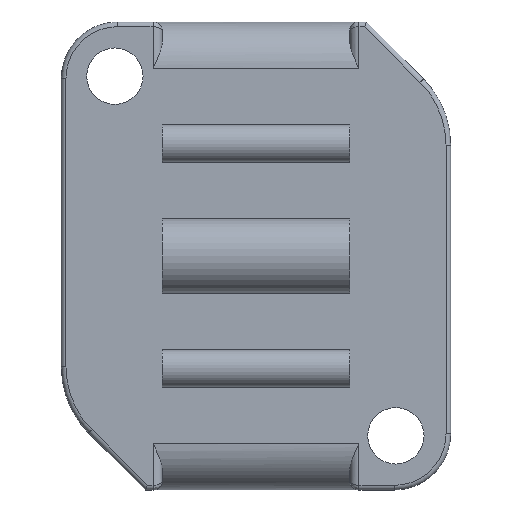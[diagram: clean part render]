
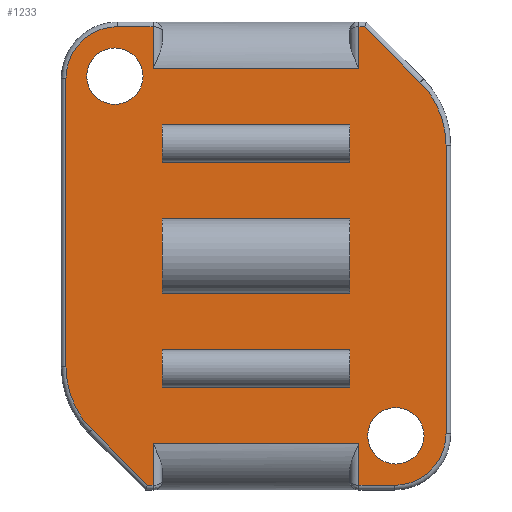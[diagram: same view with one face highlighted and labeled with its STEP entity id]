
A CAD part, front view. The second image highlights one B-rep face of the part: STEP entity #1233.
In plain terms, the highlighted planar face has unit normal (0, -1, 0).
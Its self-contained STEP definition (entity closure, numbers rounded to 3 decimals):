
#2=CARTESIAN_POINT('',(14.942,0.,-19.215));
#3=DIRECTION('',(0.,1.,0.));
#4=DIRECTION('',(0.,0.,1.));
#5=AXIS2_PLACEMENT_3D('',#2,#3,#4);
#7=CARTESIAN_POINT('',(14.942,0.,-19.215));
#8=DIRECTION('',(0.,1.,0.));
#9=DIRECTION('',(0.,0.,-1.));
#10=AXIS2_PLACEMENT_3D('',#7,#8,#9);
#12=CARTESIAN_POINT('',(-15.078,0.,19.215));
#13=DIRECTION('',(0.,1.,0.));
#14=DIRECTION('',(0.,0.,1.));
#15=AXIS2_PLACEMENT_3D('',#12,#13,#14);
#17=CARTESIAN_POINT('',(-15.078,0.,19.215));
#18=DIRECTION('',(0.,1.,0.));
#19=DIRECTION('',(0.,0.,-1.));
#20=AXIS2_PLACEMENT_3D('',#17,#18,#19);
#22=DIRECTION('',(0.,0.,-1.));
#23=VECTOR('',#22,4.);
#24=CARTESIAN_POINT('',(-10.,0.,14.));
#25=LINE('',#24,#23);
#26=DIRECTION('',(1.,0.,0.));
#27=VECTOR('',#26,20.);
#28=CARTESIAN_POINT('',(-10.,0.,10.));
#29=LINE('',#28,#27);
#30=DIRECTION('',(0.,0.,-1.));
#31=VECTOR('',#30,4.);
#32=CARTESIAN_POINT('',(10.,0.,14.));
#33=LINE('',#32,#31);
#34=DIRECTION('',(1.,0.,0.));
#35=VECTOR('',#34,20.);
#36=CARTESIAN_POINT('',(-10.,0.,14.));
#37=LINE('',#36,#35);
#38=DIRECTION('',(0.,0.,-1.));
#39=VECTOR('',#38,8.);
#40=CARTESIAN_POINT('',(-10.,0.,4.));
#41=LINE('',#40,#39);
#42=DIRECTION('',(1.,0.,0.));
#43=VECTOR('',#42,20.);
#44=CARTESIAN_POINT('',(-10.,0.,-4.));
#45=LINE('',#44,#43);
#46=DIRECTION('',(0.,0.,-1.));
#47=VECTOR('',#46,8.);
#48=CARTESIAN_POINT('',(10.,0.,4.));
#49=LINE('',#48,#47);
#50=DIRECTION('',(1.,0.,0.));
#51=VECTOR('',#50,20.);
#52=CARTESIAN_POINT('',(-10.,0.,4.));
#53=LINE('',#52,#51);
#54=DIRECTION('',(0.,0.,-1.));
#55=VECTOR('',#54,4.);
#56=CARTESIAN_POINT('',(-10.,0.,-10.));
#57=LINE('',#56,#55);
#58=DIRECTION('',(1.,0.,0.));
#59=VECTOR('',#58,20.);
#60=CARTESIAN_POINT('',(-10.,0.,-14.));
#61=LINE('',#60,#59);
#62=DIRECTION('',(0.,0.,-1.));
#63=VECTOR('',#62,4.);
#64=CARTESIAN_POINT('',(10.,0.,-10.));
#65=LINE('',#64,#63);
#66=DIRECTION('',(1.,0.,0.));
#67=VECTOR('',#66,20.);
#68=CARTESIAN_POINT('',(-10.,0.,-10.));
#69=LINE('',#68,#67);
#70=DIRECTION('',(-1.,0.,0.));
#71=VECTOR('',#70,3.8);
#72=CARTESIAN_POINT('',(-11.,0.,24.5));
#73=LINE('',#72,#71);
#74=DIRECTION('',(0.,0.,1.));
#75=VECTOR('',#74,4.5);
#76=CARTESIAN_POINT('',(-11.,0.,20.));
#77=LINE('',#76,#75);
#78=DIRECTION('',(0.,0.,-1.));
#79=VECTOR('',#78,4.5);
#80=CARTESIAN_POINT('',(11.,0.,24.5));
#81=LINE('',#80,#79);
#82=DIRECTION('',(-1.,0.,0.));
#83=VECTOR('',#82,0.593);
#84=CARTESIAN_POINT('',(11.593,0.,24.5));
#85=LINE('',#84,#83);
#86=DIRECTION('',(-0.707,0.,0.707));
#87=VECTOR('',#86,8.379);
#88=CARTESIAN_POINT('',(17.518,0.,18.575));
#89=LINE('',#88,#87);
#90=CARTESIAN_POINT('',(10.8,0.,11.858));
#91=DIRECTION('',(0.,-1.,0.));
#92=DIRECTION('',(1.,0.,0.));
#93=AXIS2_PLACEMENT_3D('',#90,#91,#92);
#95=DIRECTION('',(0.,0.,1.));
#96=VECTOR('',#95,30.858);
#97=CARTESIAN_POINT('',(20.3,0.,-19.));
#98=LINE('',#97,#96);
#99=CARTESIAN_POINT('',(14.8,0.,-19.));
#100=DIRECTION('',(0.,-1.,0.));
#101=DIRECTION('',(0.,0.,-1.));
#102=AXIS2_PLACEMENT_3D('',#99,#100,#101);
#104=DIRECTION('',(1.,0.,0.));
#105=VECTOR('',#104,3.8);
#106=CARTESIAN_POINT('',(11.,0.,-24.5));
#107=LINE('',#106,#105);
#108=DIRECTION('',(0.,0.,-1.));
#109=VECTOR('',#108,4.5);
#110=CARTESIAN_POINT('',(11.,0.,-20.));
#111=LINE('',#110,#109);
#112=DIRECTION('',(0.,0.,1.));
#113=VECTOR('',#112,4.5);
#114=CARTESIAN_POINT('',(-11.,0.,-24.5));
#115=LINE('',#114,#113);
#116=DIRECTION('',(1.,0.,0.));
#117=VECTOR('',#116,0.593);
#118=CARTESIAN_POINT('',(-11.593,0.,-24.5));
#119=LINE('',#118,#117);
#120=DIRECTION('',(0.707,0.,-0.707));
#121=VECTOR('',#120,8.379);
#122=CARTESIAN_POINT('',(-17.518,0.,-18.575));
#123=LINE('',#122,#121);
#124=CARTESIAN_POINT('',(-10.8,0.,-11.858));
#125=DIRECTION('',(0.,-1.,0.));
#126=DIRECTION('',(-1.,0.,0.));
#127=AXIS2_PLACEMENT_3D('',#124,#125,#126);
#129=DIRECTION('',(0.,0.,-1.));
#130=VECTOR('',#129,30.858);
#131=CARTESIAN_POINT('',(-20.3,0.,19.));
#132=LINE('',#131,#130);
#133=CARTESIAN_POINT('',(-14.8,0.,19.));
#134=DIRECTION('',(0.,-1.,0.));
#135=DIRECTION('',(0.,0.,1.));
#136=AXIS2_PLACEMENT_3D('',#133,#134,#135);
#306=CARTESIAN_POINT('',(11.,0.,-24.5));
#317=CARTESIAN_POINT('',(11.,0.,-20.));
#345=CARTESIAN_POINT('',(11.,0.,24.5));
#360=CARTESIAN_POINT('',(11.,0.,20.));
#411=DIRECTION('',(-1.,0.,0.));
#412=VECTOR('',#411,22.);
#413=CARTESIAN_POINT('',(11.,0.,20.));
#414=LINE('',#413,#412);
#477=CARTESIAN_POINT('',(-11.,0.,24.5));
#488=CARTESIAN_POINT('',(-11.,0.,20.));
#625=DIRECTION('',(1.,0.,0.));
#626=VECTOR('',#625,22.);
#627=CARTESIAN_POINT('',(-11.,0.,-20.));
#628=LINE('',#627,#626);
#629=CARTESIAN_POINT('',(-11.,0.,-24.5));
#644=CARTESIAN_POINT('',(-11.,0.,-20.));
#972=VERTEX_POINT('',#488);
#973=VERTEX_POINT('',#360);
#974=VERTEX_POINT('',#317);
#975=VERTEX_POINT('',#644);
#984=CARTESIAN_POINT('',(14.942,0.,-16.205));
#985=CARTESIAN_POINT('',(14.942,0.,-22.225));
#986=VERTEX_POINT('',#984);
#987=VERTEX_POINT('',#985);
#988=CARTESIAN_POINT('',(-15.078,0.,22.225));
#989=CARTESIAN_POINT('',(-15.078,0.,16.205));
#990=VERTEX_POINT('',#988);
#991=VERTEX_POINT('',#989);
#1000=CARTESIAN_POINT('',(-10.,0.,14.));
#1001=CARTESIAN_POINT('',(-10.,0.,10.));
#1002=VERTEX_POINT('',#1000);
#1003=VERTEX_POINT('',#1001);
#1004=CARTESIAN_POINT('',(-10.,0.,4.));
#1005=CARTESIAN_POINT('',(-10.,0.,-4.));
#1006=VERTEX_POINT('',#1004);
#1007=VERTEX_POINT('',#1005);
#1008=CARTESIAN_POINT('',(-10.,0.,-10.));
#1009=CARTESIAN_POINT('',(-10.,0.,-14.));
#1010=VERTEX_POINT('',#1008);
#1011=VERTEX_POINT('',#1009);
#1012=CARTESIAN_POINT('',(10.,0.,14.));
#1013=CARTESIAN_POINT('',(10.,0.,10.));
#1014=VERTEX_POINT('',#1012);
#1015=VERTEX_POINT('',#1013);
#1016=CARTESIAN_POINT('',(10.,0.,4.));
#1017=CARTESIAN_POINT('',(10.,0.,-4.));
#1018=VERTEX_POINT('',#1016);
#1019=VERTEX_POINT('',#1017);
#1020=CARTESIAN_POINT('',(10.,0.,-10.));
#1021=CARTESIAN_POINT('',(10.,0.,-14.));
#1022=VERTEX_POINT('',#1020);
#1023=VERTEX_POINT('',#1021);
#1025=VERTEX_POINT('',#477);
#1027=CARTESIAN_POINT('',(-14.8,0.,24.5));
#1028=VERTEX_POINT('',#1027);
#1031=CARTESIAN_POINT('',(-20.3,0.,19.));
#1032=VERTEX_POINT('',#1031);
#1035=CARTESIAN_POINT('',(-20.3,0.,-11.858));
#1036=VERTEX_POINT('',#1035);
#1039=CARTESIAN_POINT('',(-17.518,0.,-18.575));
#1040=VERTEX_POINT('',#1039);
#1045=CARTESIAN_POINT('',(-11.593,0.,-24.5));
#1046=VERTEX_POINT('',#1045);
#1049=VERTEX_POINT('',#629);
#1052=VERTEX_POINT('',#345);
#1053=CARTESIAN_POINT('',(11.593,0.,24.5));
#1054=VERTEX_POINT('',#1053);
#1058=VERTEX_POINT('',#306);
#1060=CARTESIAN_POINT('',(14.8,0.,-24.5));
#1061=VERTEX_POINT('',#1060);
#1064=CARTESIAN_POINT('',(20.3,0.,-19.));
#1065=VERTEX_POINT('',#1064);
#1068=CARTESIAN_POINT('',(20.3,0.,11.858));
#1069=VERTEX_POINT('',#1068);
#1072=CARTESIAN_POINT('',(17.518,0.,18.575));
#1073=VERTEX_POINT('',#1072);
#1148=CARTESIAN_POINT('',(0.,0.,0.));
#1149=DIRECTION('',(0.,1.,0.));
#1150=DIRECTION('',(1.,0.,0.));
#1151=AXIS2_PLACEMENT_3D('',#1148,#1149,#1150);
#1152=PLANE('',#1151);
#1154=ORIENTED_EDGE('',*,*,#1153,.F.);
#1156=ORIENTED_EDGE('',*,*,#1155,.F.);
#1158=ORIENTED_EDGE('',*,*,#1157,.F.);
#1160=ORIENTED_EDGE('',*,*,#1159,.F.);
#1162=ORIENTED_EDGE('',*,*,#1161,.F.);
#1164=ORIENTED_EDGE('',*,*,#1163,.F.);
#1166=ORIENTED_EDGE('',*,*,#1165,.F.);
#1168=ORIENTED_EDGE('',*,*,#1167,.F.);
#1170=ORIENTED_EDGE('',*,*,#1169,.F.);
#1172=ORIENTED_EDGE('',*,*,#1171,.F.);
#1174=ORIENTED_EDGE('',*,*,#1173,.F.);
#1176=ORIENTED_EDGE('',*,*,#1175,.F.);
#1178=ORIENTED_EDGE('',*,*,#1177,.F.);
#1180=ORIENTED_EDGE('',*,*,#1179,.F.);
#1182=ORIENTED_EDGE('',*,*,#1181,.F.);
#1184=ORIENTED_EDGE('',*,*,#1183,.F.);
#1186=ORIENTED_EDGE('',*,*,#1185,.F.);
#1188=ORIENTED_EDGE('',*,*,#1187,.F.);
#1189=EDGE_LOOP('',(#1154,#1156,#1158,#1160,#1162,#1164,#1166,#1168,#1170,#1172,
#1174,#1176,#1178,#1180,#1182,#1184,#1186,#1188));
#1190=FACE_OUTER_BOUND('',#1189,.F.);
#1192=ORIENTED_EDGE('',*,*,#1191,.F.);
#1194=ORIENTED_EDGE('',*,*,#1193,.F.);
#1195=EDGE_LOOP('',(#1192,#1194));
#1196=FACE_BOUND('',#1195,.F.);
#1198=ORIENTED_EDGE('',*,*,#1197,.T.);
#1200=ORIENTED_EDGE('',*,*,#1199,.T.);
#1202=ORIENTED_EDGE('',*,*,#1201,.F.);
#1204=ORIENTED_EDGE('',*,*,#1203,.F.);
#1205=EDGE_LOOP('',(#1198,#1200,#1202,#1204));
#1206=FACE_BOUND('',#1205,.F.);
#1208=ORIENTED_EDGE('',*,*,#1207,.T.);
#1210=ORIENTED_EDGE('',*,*,#1209,.T.);
#1212=ORIENTED_EDGE('',*,*,#1211,.F.);
#1214=ORIENTED_EDGE('',*,*,#1213,.F.);
#1215=EDGE_LOOP('',(#1208,#1210,#1212,#1214));
#1216=FACE_BOUND('',#1215,.F.);
#1218=ORIENTED_EDGE('',*,*,#1217,.T.);
#1220=ORIENTED_EDGE('',*,*,#1219,.T.);
#1222=ORIENTED_EDGE('',*,*,#1221,.F.);
#1224=ORIENTED_EDGE('',*,*,#1223,.F.);
#1225=EDGE_LOOP('',(#1218,#1220,#1222,#1224));
#1226=FACE_BOUND('',#1225,.F.);
#1228=ORIENTED_EDGE('',*,*,#1227,.F.);
#1230=ORIENTED_EDGE('',*,*,#1229,.F.);
#1231=EDGE_LOOP('',(#1228,#1230));
#1232=FACE_BOUND('',#1231,.F.);
#1233=ADVANCED_FACE('',(#1190,#1196,#1206,#1216,#1226,#1232),#1152,.F.);
#6=CIRCLE('',#5,3.01);
#11=CIRCLE('',#10,3.01);
#16=CIRCLE('',#15,3.01);
#21=CIRCLE('',#20,3.01);
#94=CIRCLE('',#93,9.5);
#103=CIRCLE('',#102,5.5);
#128=CIRCLE('',#127,9.5);
#137=CIRCLE('',#136,5.5);
#1153=EDGE_CURVE('',#1025,#1028,#73,.T.);
#1155=EDGE_CURVE('',#972,#1025,#77,.T.);
#1157=EDGE_CURVE('',#973,#972,#414,.T.);
#1159=EDGE_CURVE('',#1052,#973,#81,.T.);
#1161=EDGE_CURVE('',#1054,#1052,#85,.T.);
#1163=EDGE_CURVE('',#1073,#1054,#89,.T.);
#1165=EDGE_CURVE('',#1069,#1073,#94,.T.);
#1167=EDGE_CURVE('',#1065,#1069,#98,.T.);
#1169=EDGE_CURVE('',#1061,#1065,#103,.T.);
#1171=EDGE_CURVE('',#1058,#1061,#107,.T.);
#1173=EDGE_CURVE('',#974,#1058,#111,.T.);
#1175=EDGE_CURVE('',#975,#974,#628,.T.);
#1177=EDGE_CURVE('',#1049,#975,#115,.T.);
#1179=EDGE_CURVE('',#1046,#1049,#119,.T.);
#1181=EDGE_CURVE('',#1040,#1046,#123,.T.);
#1183=EDGE_CURVE('',#1036,#1040,#128,.T.);
#1185=EDGE_CURVE('',#1032,#1036,#132,.T.);
#1187=EDGE_CURVE('',#1028,#1032,#137,.T.);
#1191=EDGE_CURVE('',#990,#991,#16,.T.);
#1193=EDGE_CURVE('',#991,#990,#21,.T.);
#1197=EDGE_CURVE('',#1002,#1003,#25,.T.);
#1199=EDGE_CURVE('',#1003,#1015,#29,.T.);
#1201=EDGE_CURVE('',#1014,#1015,#33,.T.);
#1203=EDGE_CURVE('',#1002,#1014,#37,.T.);
#1207=EDGE_CURVE('',#1006,#1007,#41,.T.);
#1209=EDGE_CURVE('',#1007,#1019,#45,.T.);
#1211=EDGE_CURVE('',#1018,#1019,#49,.T.);
#1213=EDGE_CURVE('',#1006,#1018,#53,.T.);
#1217=EDGE_CURVE('',#1010,#1011,#57,.T.);
#1219=EDGE_CURVE('',#1011,#1023,#61,.T.);
#1221=EDGE_CURVE('',#1022,#1023,#65,.T.);
#1223=EDGE_CURVE('',#1010,#1022,#69,.T.);
#1227=EDGE_CURVE('',#986,#987,#6,.T.);
#1229=EDGE_CURVE('',#987,#986,#11,.T.);
